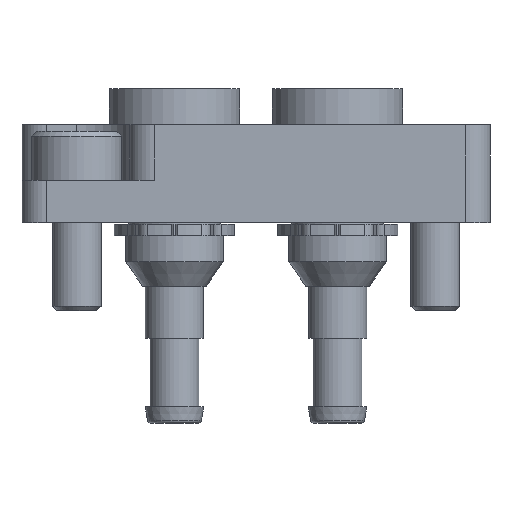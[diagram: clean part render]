
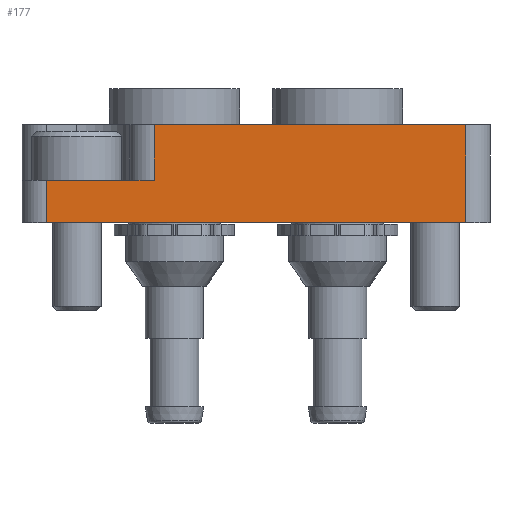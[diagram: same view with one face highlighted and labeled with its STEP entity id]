
A CAD part, front view. The second image highlights one B-rep face of the part: STEP entity #177.
In plain terms, the highlighted face is planar.
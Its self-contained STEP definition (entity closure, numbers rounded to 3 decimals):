
#27 = ORIENTED_EDGE ( 'NONE', *, *, #8342, .T. ) ;
#30 = EDGE_CURVE ( 'NONE', #2147, #6703, #534, .T. ) ;
#163 = PLANE ( 'NONE',  #3166 ) ;
#177 = ADVANCED_FACE ( 'NONE', ( #2244 ), #163, .T. ) ;
#378 = CARTESIAN_POINT ( 'NONE',  ( 30., 6., -12.85 ) ) ;
#471 = CARTESIAN_POINT ( 'NONE',  ( 30., 0., 12.85 ) ) ;
#534 = LINE ( 'NONE', #6941, #8213 ) ;
#1000 = VECTOR ( 'NONE', #7544, 1000. ) ;
#1069 = LINE ( 'NONE', #5499, #2289 ) ;
#1220 = EDGE_CURVE ( 'NONE', #7390, #2001, #1069, .T. ) ;
#1223 = DIRECTION ( 'NONE',  ( 0., 0., -1. ) ) ;
#1456 = CARTESIAN_POINT ( 'NONE',  ( 30., 6., 14.35 ) ) ;
#1902 = VECTOR ( 'NONE', #6925, 1000. ) ;
#1952 = CARTESIAN_POINT ( 'NONE',  ( 30., 0., 14.35 ) ) ;
#2001 = VERTEX_POINT ( 'NONE', #8938 ) ;
#2031 = CARTESIAN_POINT ( 'NONE',  ( 30., 2.6, 6.25 ) ) ;
#2047 = LINE ( 'NONE', #1952, #8408 ) ;
#2147 = VERTEX_POINT ( 'NONE', #2991 ) ;
#2244 = FACE_OUTER_BOUND ( 'NONE', #3667, .T. ) ;
#2289 = VECTOR ( 'NONE', #3915, 1000. ) ;
#2296 = VECTOR ( 'NONE', #6259, 1000. ) ;
#2665 = LINE ( 'NONE', #378, #1000 ) ;
#2991 = CARTESIAN_POINT ( 'NONE',  ( 30., 6., 6.25 ) ) ;
#2999 = EDGE_CURVE ( 'NONE', #2147, #2001, #5826, .T. ) ;
#3152 = ORIENTED_EDGE ( 'NONE', *, *, #4197, .T. ) ;
#3166 = AXIS2_PLACEMENT_3D ( 'NONE', #1456, #7127, #3591 ) ;
#3258 = LINE ( 'NONE', #4103, #1902 ) ;
#3591 = DIRECTION ( 'NONE',  ( 0., 1., 0. ) ) ;
#3667 = EDGE_LOOP ( 'NONE', ( #3152, #8552, #4430, #3821, #8375, #27 ) ) ;
#3821 = ORIENTED_EDGE ( 'NONE', *, *, #2999, .T. ) ;
#3915 = DIRECTION ( 'NONE',  ( 0., 0., -1. ) ) ;
#4103 = CARTESIAN_POINT ( 'NONE',  ( 30., 0., 12.85 ) ) ;
#4197 = EDGE_CURVE ( 'NONE', #6549, #6578, #2047, .T. ) ;
#4430 = ORIENTED_EDGE ( 'NONE', *, *, #30, .F. ) ;
#5499 = CARTESIAN_POINT ( 'NONE',  ( 30., 2.6, 7.75 ) ) ;
#5796 = CARTESIAN_POINT ( 'NONE',  ( 30., 2.6, 12.85 ) ) ;
#5826 = LINE ( 'NONE', #2031, #2296 ) ;
#6259 = DIRECTION ( 'NONE',  ( 0., -1., 0. ) ) ;
#6330 = CARTESIAN_POINT ( 'NONE',  ( 30., 0., -12.85 ) ) ;
#6549 = VERTEX_POINT ( 'NONE', #471 ) ;
#6578 = VERTEX_POINT ( 'NONE', #6330 ) ;
#6703 = VERTEX_POINT ( 'NONE', #6714 ) ;
#6705 = DIRECTION ( 'NONE',  ( 0., 0., -1. ) ) ;
#6714 = CARTESIAN_POINT ( 'NONE',  ( 30., 6., -12.85 ) ) ;
#6925 = DIRECTION ( 'NONE',  ( 0., -1., 0. ) ) ;
#6941 = CARTESIAN_POINT ( 'NONE',  ( 30., 6., 14.35 ) ) ;
#7127 = DIRECTION ( 'NONE',  ( 1., 0., 0. ) ) ;
#7390 = VERTEX_POINT ( 'NONE', #5796 ) ;
#7544 = DIRECTION ( 'NONE',  ( 0., 1., 0. ) ) ;
#8213 = VECTOR ( 'NONE', #1223, 1000. ) ;
#8294 = EDGE_CURVE ( 'NONE', #6578, #6703, #2665, .T. ) ;
#8342 = EDGE_CURVE ( 'NONE', #7390, #6549, #3258, .T. ) ;
#8375 = ORIENTED_EDGE ( 'NONE', *, *, #1220, .F. ) ;
#8408 = VECTOR ( 'NONE', #6705, 1000. ) ;
#8552 = ORIENTED_EDGE ( 'NONE', *, *, #8294, .T. ) ;
#8938 = CARTESIAN_POINT ( 'NONE',  ( 30., 2.6, 6.25 ) ) ;
